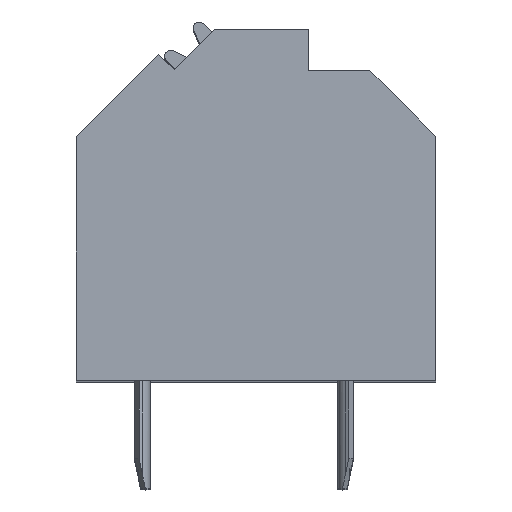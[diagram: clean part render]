
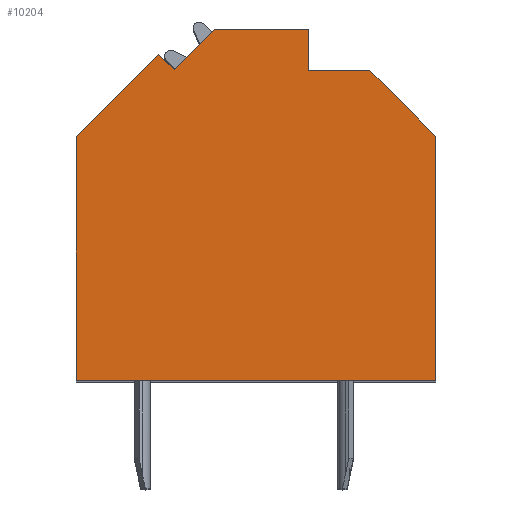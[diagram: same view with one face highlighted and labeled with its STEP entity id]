
A CAD part, top view. The second image highlights one B-rep face of the part: STEP entity #10204.
In plain terms, the highlighted planar face has unit normal (0, 0, 1).
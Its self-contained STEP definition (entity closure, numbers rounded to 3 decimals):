
#3153=DIRECTION('',(-0.707,-0.707,0.));
#3154=VECTOR('',#3153,1.897);
#3155=CARTESIAN_POINT('',(-1.39,5.718,30.075));
#3156=LINE('',#3155,#3154);
#3157=DIRECTION('',(-1.,0.,0.));
#3158=VECTOR('',#3157,3.14);
#3159=CARTESIAN_POINT('',(1.75,5.718,30.075));
#3160=LINE('',#3159,#3158);
#3161=DIRECTION('',(0.,1.,0.));
#3162=VECTOR('',#3161,1.368);
#3163=CARTESIAN_POINT('',(1.75,4.35,30.075));
#3164=LINE('',#3163,#3162);
#3165=DIRECTION('',(-1.,0.,0.));
#3166=VECTOR('',#3165,2.05);
#3167=CARTESIAN_POINT('',(3.8,4.35,30.075));
#3168=LINE('',#3167,#3166);
#3169=DIRECTION('',(-0.707,0.707,0.));
#3170=VECTOR('',#3169,3.111);
#3171=CARTESIAN_POINT('',(6.,2.15,30.075));
#3172=LINE('',#3171,#3170);
#3173=DIRECTION('',(0.,1.,0.));
#3174=VECTOR('',#3173,8.15);
#3175=CARTESIAN_POINT('',(6.,-6.,30.075));
#3176=LINE('',#3175,#3174);
#3177=DIRECTION('',(1.,0.,0.));
#3178=VECTOR('',#3177,12.);
#3179=CARTESIAN_POINT('',(-6.,-6.,30.075));
#3180=LINE('',#3179,#3178);
#3181=DIRECTION('',(0.,-1.,0.));
#3182=VECTOR('',#3181,8.14);
#3183=CARTESIAN_POINT('',(-6.,2.14,30.075));
#3184=LINE('',#3183,#3182);
#3185=DIRECTION('',(-0.707,-0.707,0.));
#3186=VECTOR('',#3185,3.892);
#3187=CARTESIAN_POINT('',(-3.248,4.892,30.075));
#3188=LINE('',#3187,#3186);
#3189=DIRECTION('',(-0.707,0.707,0.));
#3190=VECTOR('',#3189,0.73);
#3191=CARTESIAN_POINT('',(-2.732,4.376,30.075));
#3192=LINE('',#3191,#3190);
#4765=CARTESIAN_POINT('',(-1.39,5.718,30.075));
#4766=CARTESIAN_POINT('',(-2.732,4.376,30.075));
#4767=VERTEX_POINT('',#4765);
#4768=VERTEX_POINT('',#4766);
#4769=CARTESIAN_POINT('',(-3.248,4.892,30.075));
#4770=VERTEX_POINT('',#4769);
#4771=CARTESIAN_POINT('',(-6.,2.14,30.075));
#4772=VERTEX_POINT('',#4771);
#4773=CARTESIAN_POINT('',(-6.,-6.,30.075));
#4774=VERTEX_POINT('',#4773);
#4775=CARTESIAN_POINT('',(6.,-6.,30.075));
#4776=VERTEX_POINT('',#4775);
#4777=CARTESIAN_POINT('',(6.,2.15,30.075));
#4778=VERTEX_POINT('',#4777);
#4779=CARTESIAN_POINT('',(3.8,4.35,30.075));
#4780=VERTEX_POINT('',#4779);
#4781=CARTESIAN_POINT('',(1.75,4.35,30.075));
#4782=VERTEX_POINT('',#4781);
#4783=CARTESIAN_POINT('',(1.75,5.718,30.075));
#4784=VERTEX_POINT('',#4783);
#10187=CARTESIAN_POINT('',(0.,0.,30.075));
#10188=DIRECTION('',(0.,0.,1.));
#10189=DIRECTION('',(1.,0.,0.));
#10190=AXIS2_PLACEMENT_3D('',#10187,#10188,#10189);
#10191=PLANE('',#10190);
#10192=ORIENTED_EDGE('',*,*,#6518,.F.);
#10193=ORIENTED_EDGE('',*,*,#8124,.F.);
#10194=ORIENTED_EDGE('',*,*,#8138,.F.);
#10195=ORIENTED_EDGE('',*,*,#8152,.F.);
#10196=ORIENTED_EDGE('',*,*,#8166,.F.);
#10197=ORIENTED_EDGE('',*,*,#8180,.F.);
#10198=ORIENTED_EDGE('',*,*,#8194,.F.);
#10199=ORIENTED_EDGE('',*,*,#8499,.F.);
#10200=ORIENTED_EDGE('',*,*,#8825,.F.);
#10201=ORIENTED_EDGE('',*,*,#6332,.F.);
#10202=EDGE_LOOP('',(#10192,#10193,#10194,#10195,#10196,#10197,#10198,#10199,
#10200,#10201));
#10203=FACE_OUTER_BOUND('',#10202,.F.);
#6332=EDGE_CURVE('',#4768,#4770,#3192,.T.);
#6518=EDGE_CURVE('',#4767,#4768,#3156,.T.);
#8124=EDGE_CURVE('',#4784,#4767,#3160,.T.);
#8138=EDGE_CURVE('',#4782,#4784,#3164,.T.);
#8152=EDGE_CURVE('',#4780,#4782,#3168,.T.);
#8166=EDGE_CURVE('',#4778,#4780,#3172,.T.);
#8180=EDGE_CURVE('',#4776,#4778,#3176,.T.);
#8194=EDGE_CURVE('',#4774,#4776,#3180,.T.);
#8499=EDGE_CURVE('',#4772,#4774,#3184,.T.);
#8825=EDGE_CURVE('',#4770,#4772,#3188,.T.);
#10204=ADVANCED_FACE('',(#10203),#10191,.T.);
